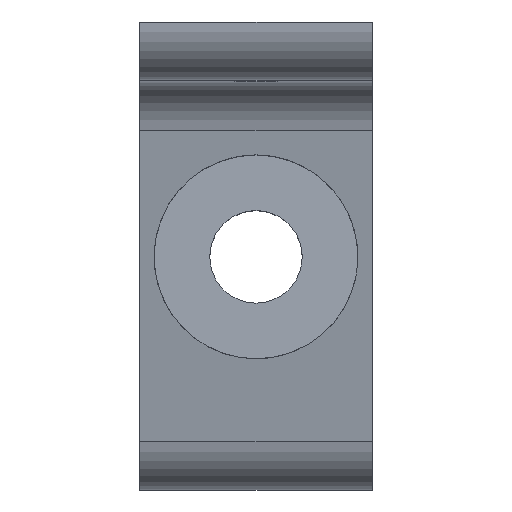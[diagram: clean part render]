
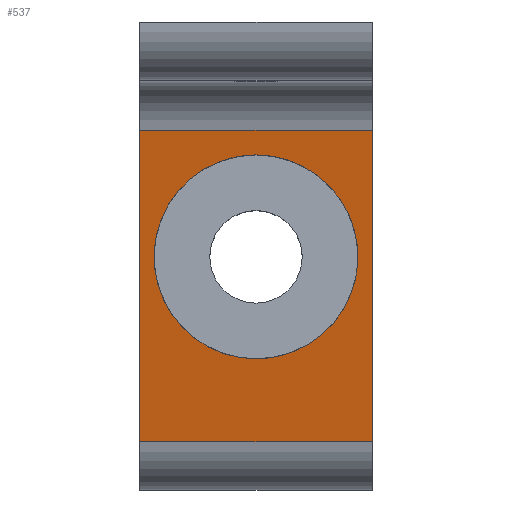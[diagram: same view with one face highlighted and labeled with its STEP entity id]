
A CAD part, top view. The second image highlights one B-rep face of the part: STEP entity #537.
In plain terms, the highlighted planar face has unit normal (0, -0.174, 0.985).
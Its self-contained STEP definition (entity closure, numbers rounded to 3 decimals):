
#130=CARTESIAN_POINT('',(0.5,1.937,-1.997));
#131=VERTEX_POINT('',#130);
#140=CARTESIAN_POINT('',(0.5,1.062,-2.151));
#141=VERTEX_POINT('',#140);
#142=CARTESIAN_POINT('',(0.5,1.5,-2.074));
#143=DIRECTION('',(0.,0.174,-0.985));
#144=DIRECTION('',(0.,0.985,0.174));
#145=AXIS2_PLACEMENT_3D('',#142,#143,#144);
#146=ELLIPSE('',#145,0.444,0.438);
#147=EDGE_CURVE('',#141,#131,#146,.T.);
#393=CARTESIAN_POINT('',(0.5,1.5,-2.074));
#394=DIRECTION('',(0.,0.174,-0.985));
#395=DIRECTION('',(0.,0.985,0.174));
#396=AXIS2_PLACEMENT_3D('',#393,#394,#395);
#397=ELLIPSE('',#396,0.444,0.438);
#398=EDGE_CURVE('',#131,#141,#397,.T.);
#410=CARTESIAN_POINT('',(1.0,0.707,-2.214));
#411=VERTEX_POINT('',#410);
#419=CARTESIAN_POINT('',(0.,0.707,-2.214));
#420=VERTEX_POINT('',#419);
#421=CARTESIAN_POINT('',(1.0,0.707,-2.214));
#422=DIRECTION('',(-1.0,0.0,0.0));
#423=VECTOR('',#422,1.0);
#424=LINE('',#421,#423);
#425=EDGE_CURVE('',#411,#420,#424,.T.);
#451=CARTESIAN_POINT('',(0.,2.043,-1.978));
#452=VERTEX_POINT('',#451);
#453=CARTESIAN_POINT('',(0.,0.707,-2.214));
#454=DIRECTION('',(0.,0.985,0.174));
#455=VECTOR('',#454,1.357);
#456=LINE('',#453,#455);
#457=EDGE_CURVE('',#420,#452,#456,.T.);
#510=CARTESIAN_POINT('',(0.,0.5,-2.25));
#511=DIRECTION('',(0.,-0.174,0.985));
#512=DIRECTION('',(0.,0.985,0.174));
#513=AXIS2_PLACEMENT_3D('',#510,#511,#512);
#514=PLANE('',#513);
#515=ORIENTED_EDGE('',*,*,#425,.F.);
#516=CARTESIAN_POINT('',(1.0,2.043,-1.978));
#517=VERTEX_POINT('',#516);
#518=CARTESIAN_POINT('',(1.,0.707,-2.214));
#519=DIRECTION('',(0.,0.985,0.174));
#520=VECTOR('',#519,1.357);
#521=LINE('',#518,#520);
#522=EDGE_CURVE('',#411,#517,#521,.T.);
#523=ORIENTED_EDGE('',*,*,#522,.T.);
#524=CARTESIAN_POINT('',(0.,2.043,-1.978));
#525=DIRECTION('',(1.0,0.0,0.0));
#526=VECTOR('',#525,1.0);
#527=LINE('',#524,#526);
#528=EDGE_CURVE('',#452,#517,#527,.T.);
#529=ORIENTED_EDGE('',*,*,#528,.F.);
#530=ORIENTED_EDGE('',*,*,#457,.F.);
#531=EDGE_LOOP('',(#515,#523,#529,#530));
#532=FACE_OUTER_BOUND('',#531,.T.);
#533=ORIENTED_EDGE('',*,*,#147,.T.);
#534=ORIENTED_EDGE('',*,*,#398,.T.);
#535=EDGE_LOOP('',(#533,#534));
#536=FACE_BOUND('',#535,.T.);
#537=ADVANCED_FACE('',(#532,#536),#514,.T.);
